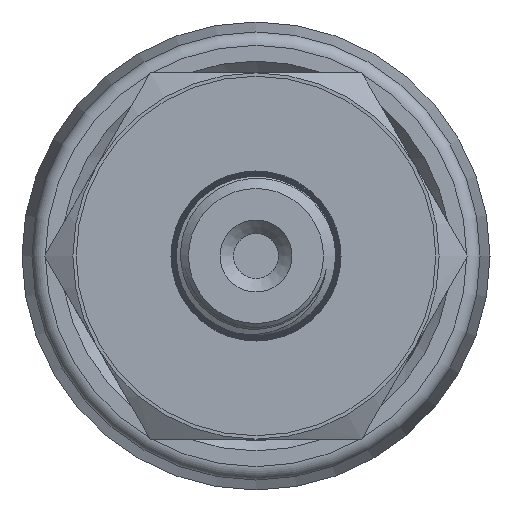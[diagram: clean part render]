
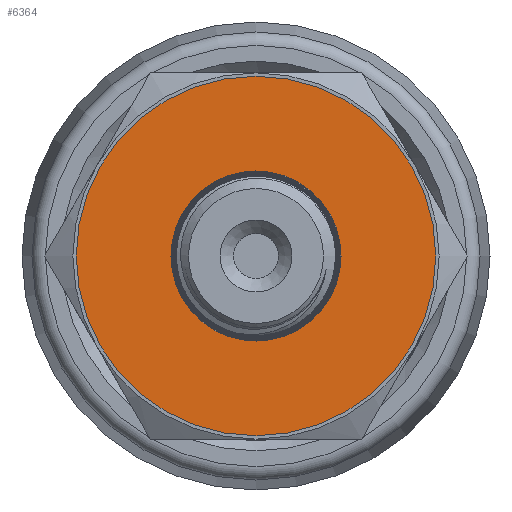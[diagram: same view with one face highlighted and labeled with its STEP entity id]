
A CAD part, left-side view. The second image highlights one B-rep face of the part: STEP entity #6364.
In plain terms, the highlighted planar face has unit normal (-1, 0, 0).
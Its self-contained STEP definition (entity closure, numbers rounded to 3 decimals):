
#107=PLANE('',#6663);
#378=FACE_BOUND('',#1130,.T.);
#751=FACE_OUTER_BOUND('',#1129,.T.);
#1129=EDGE_LOOP('',(#5798));
#1130=EDGE_LOOP('',(#5799));
#1184=CIRCLE('',#6473,6.27);
#1278=CIRCLE('',#6656,13.25);
#2506=VERTEX_POINT('',#10899);
#3048=VERTEX_POINT('',#24005);
#3159=EDGE_CURVE('',#2506,#2506,#1184,.T.);
#3975=EDGE_CURVE('',#3048,#3048,#1278,.T.);
#5798=ORIENTED_EDGE('',*,*,#3975,.T.);
#5799=ORIENTED_EDGE('',*,*,#3159,.T.);
#6364=ADVANCED_FACE('',(#751,#378),#107,.T.);
#6473=AXIS2_PLACEMENT_3D('',#10900,#6804,#6805);
#6656=AXIS2_PLACEMENT_3D('',#24007,#7511,#7512);
#6663=AXIS2_PLACEMENT_3D('',#24762,#7527,#7528);
#6804=DIRECTION('center_axis',(1.,0.,0.));
#6805=DIRECTION('ref_axis',(0.,0.,-1.));
#7511=DIRECTION('center_axis',(-1.,0.,0.));
#7512=DIRECTION('ref_axis',(0.,1.,0.));
#7527=DIRECTION('center_axis',(-1.,0.,0.));
#7528=DIRECTION('ref_axis',(0.,0.,1.));
#10899=CARTESIAN_POINT('',(-48.,-6.27,0.));
#10900=CARTESIAN_POINT('Origin',(-48.,0.,0.));
#24005=CARTESIAN_POINT('',(-48.,-13.25,0.));
#24007=CARTESIAN_POINT('Origin',(-48.,0.,0.));
#24762=CARTESIAN_POINT('Origin',(-48.,13.5,0.));
